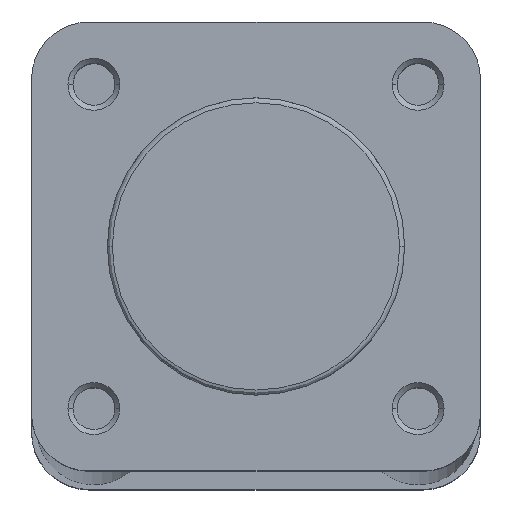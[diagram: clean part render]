
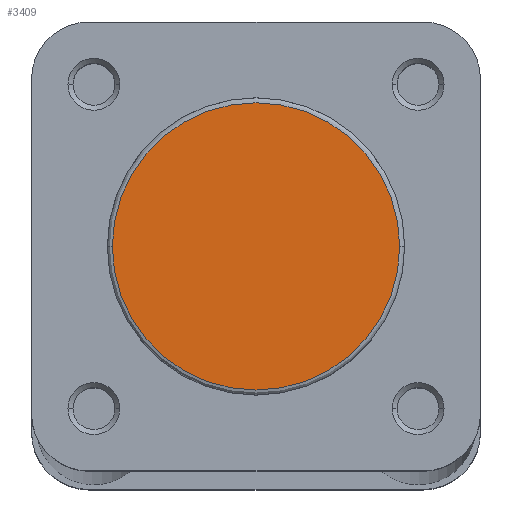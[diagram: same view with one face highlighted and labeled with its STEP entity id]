
A CAD part, top view. The second image highlights one B-rep face of the part: STEP entity #3409.
In plain terms, the highlighted planar face has unit normal (0, 0, 1).
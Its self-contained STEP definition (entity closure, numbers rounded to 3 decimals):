
#385 = CARTESIAN_POINT ( 'NONE',  ( 0., 0., 0. ) ) ;
#386 = DIRECTION ( 'NONE',  ( 0., 0., 1. ) ) ;
#387 = DIRECTION ( 'NONE',  ( -1., 0., 0. ) ) ;
#699 = CARTESIAN_POINT ( 'NONE',  ( 0., 0., 0. ) ) ;
#720 = DIRECTION ( 'NONE',  ( 0., 0., 1. ) ) ;
#721 = DIRECTION ( 'NONE',  ( -1., 0., 0. ) ) ;
#1386 = EDGE_CURVE ( 'NONE', #3945, #4009, #2746, .T. ) ;
#1528 = EDGE_CURVE ( 'NONE', #4009, #3945, #2967, .T. ) ;
#2018 = ORIENTED_EDGE ( 'NONE', *, *, #1386, .T. ) ;
#2106 = ORIENTED_EDGE ( 'NONE', *, *, #1528, .T. ) ;
#2746 = CIRCLE ( 'NONE', #3517, 14.4 ) ;
#2967 = CIRCLE ( 'NONE', #3570, 14.4 ) ;
#3290 = FACE_OUTER_BOUND ( 'NONE', #4156, .T. ) ;
#3409 = ADVANCED_FACE ( 'NONE', ( #3290 ), #4838, .F. ) ;
#3517 = AXIS2_PLACEMENT_3D ( 'NONE', #385, #386, #387 ) ;
#3570 = AXIS2_PLACEMENT_3D ( 'NONE', #699, #720, #721 ) ;
#3713 = AXIS2_PLACEMENT_3D ( 'NONE', #4837, #4840, #4841 ) ;
#3945 = VERTEX_POINT ( 'NONE', #5238 ) ;
#4009 = VERTEX_POINT ( 'NONE', #5302 ) ;
#4156 = EDGE_LOOP ( 'NONE', ( #2106, #2018 ) ) ;
#4837 = CARTESIAN_POINT ( 'NONE',  ( 0., 14.9, 0. ) ) ;
#4838 = PLANE ( 'NONE',  #3713 ) ;
#4840 = DIRECTION ( 'NONE',  ( 0., 0., -1. ) ) ;
#4841 = DIRECTION ( 'NONE',  ( -1., 0., 0. ) ) ;
#5238 = CARTESIAN_POINT ( 'NONE',  ( 14.4, 0., 0. ) ) ;
#5302 = CARTESIAN_POINT ( 'NONE',  ( -14.4, 0., 0. ) ) ;
